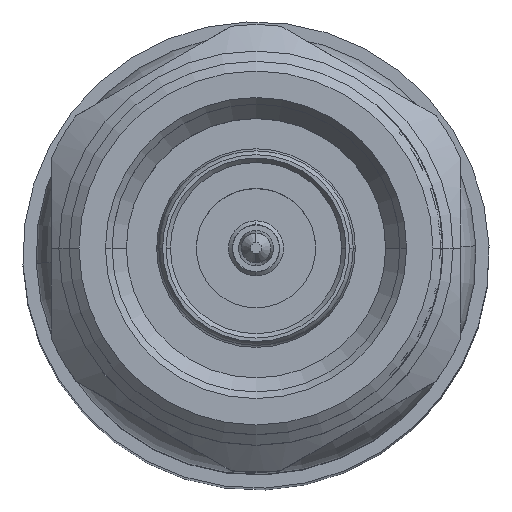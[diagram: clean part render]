
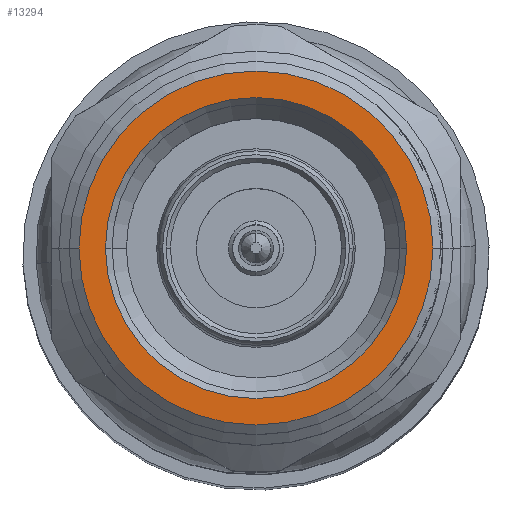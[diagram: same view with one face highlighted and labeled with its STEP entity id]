
A CAD part, top view. The second image highlights one B-rep face of the part: STEP entity #13294.
In plain terms, the highlighted face is planar.
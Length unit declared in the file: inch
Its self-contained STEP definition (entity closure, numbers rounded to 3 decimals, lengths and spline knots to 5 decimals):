
#456 = AXIS2_PLACEMENT_3D ( 'NONE', #6618, #1537, #6871 ) ;
#633 = VERTEX_POINT ( 'NONE', #17151 ) ;
#1537 = DIRECTION ( 'NONE',  ( -1., 0., 0. ) ) ;
#1837 = CIRCLE ( 'NONE', #12745, 0.2687 ) ;
#2300 = ORIENTED_EDGE ( 'NONE', *, *, #13641, .F. ) ;
#2826 = VERTEX_POINT ( 'NONE', #8458 ) ;
#3629 = ORIENTED_EDGE ( 'NONE', *, *, #6695, .T. ) ;
#4363 = FACE_BOUND ( 'NONE', #4756, .T. ) ;
#4384 = DIRECTION ( 'NONE',  ( 0., 0., 1. ) ) ;
#4756 = EDGE_LOOP ( 'NONE', ( #5392, #2300 ) ) ;
#5392 = ORIENTED_EDGE ( 'NONE', *, *, #16996, .F. ) ;
#5697 = CIRCLE ( 'NONE', #13001, 0.2285 ) ;
#5835 = PLANE ( 'NONE',  #12761 ) ;
#6618 = CARTESIAN_POINT ( 'NONE',  ( 0., 0., 0. ) ) ;
#6695 = EDGE_CURVE ( 'NONE', #633, #2826, #8568, .T. ) ;
#6871 = DIRECTION ( 'NONE',  ( 0., 0., 1. ) ) ;
#6969 = FACE_OUTER_BOUND ( 'NONE', #9652, .T. ) ;
#7068 = DIRECTION ( 'NONE',  ( 0., 0., 1. ) ) ;
#7250 = CARTESIAN_POINT ( 'NONE',  ( 0., 0., 0. ) ) ;
#7721 = AXIS2_PLACEMENT_3D ( 'NONE', #7250, #13741, #7068 ) ;
#7756 = CARTESIAN_POINT ( 'NONE',  ( 0., 0., 0.2285 ) ) ;
#8059 = DIRECTION ( 'NONE',  ( -1., 0., 0. ) ) ;
#8226 = DIRECTION ( 'NONE',  ( 0., 0., 1. ) ) ;
#8458 = CARTESIAN_POINT ( 'NONE',  ( 0., 0., -0.2687 ) ) ;
#8568 = CIRCLE ( 'NONE', #7721, 0.2687 ) ;
#8572 = DIRECTION ( 'NONE',  ( -1., 0., 0. ) ) ;
#8641 = CARTESIAN_POINT ( 'NONE',  ( 0., 0., 0. ) ) ;
#9652 = EDGE_LOOP ( 'NONE', ( #15064, #3629 ) ) ;
#10614 = CARTESIAN_POINT ( 'NONE',  ( 0., 0., 0. ) ) ;
#11090 = DIRECTION ( 'NONE',  ( 1., 0., 0. ) ) ;
#12584 = VERTEX_POINT ( 'NONE', #15703 ) ;
#12745 = AXIS2_PLACEMENT_3D ( 'NONE', #15422, #8572, #4384 ) ;
#12761 = AXIS2_PLACEMENT_3D ( 'NONE', #8641, #11090, #15224 ) ;
#12900 = EDGE_CURVE ( 'NONE', #2826, #633, #1837, .T. ) ;
#13001 = AXIS2_PLACEMENT_3D ( 'NONE', #10614, #8059, #8226 ) ;
#13294 = ADVANCED_FACE ( 'NONE', ( #4363, #6969 ), #5835, .F. ) ;
#13415 = VERTEX_POINT ( 'NONE', #7756 ) ;
#13641 = EDGE_CURVE ( 'NONE', #12584, #13415, #15858, .T. ) ;
#13741 = DIRECTION ( 'NONE',  ( -1., 0., 0. ) ) ;
#15064 = ORIENTED_EDGE ( 'NONE', *, *, #12900, .T. ) ;
#15224 = DIRECTION ( 'NONE',  ( 0., 0., -1. ) ) ;
#15422 = CARTESIAN_POINT ( 'NONE',  ( 0., 0., 0. ) ) ;
#15703 = CARTESIAN_POINT ( 'NONE',  ( 0., 0., -0.2285 ) ) ;
#15858 = CIRCLE ( 'NONE', #456, 0.2285 ) ;
#16996 = EDGE_CURVE ( 'NONE', #13415, #12584, #5697, .T. ) ;
#17151 = CARTESIAN_POINT ( 'NONE',  ( 0., 0., 0.2687 ) ) ;
